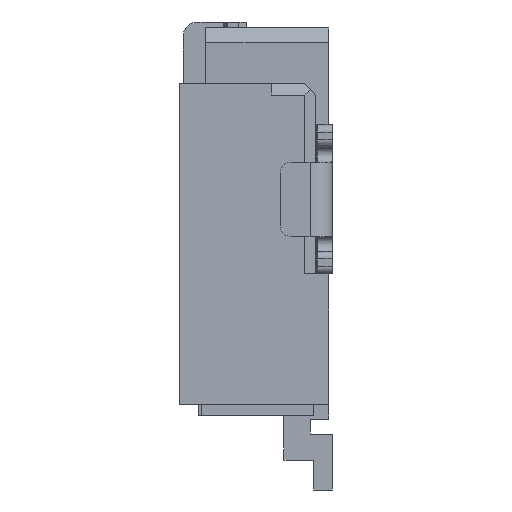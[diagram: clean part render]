
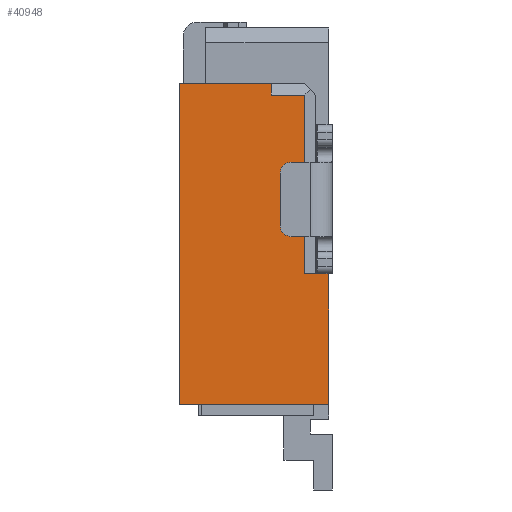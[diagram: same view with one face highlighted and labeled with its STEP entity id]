
A CAD part, left-side view. The second image highlights one B-rep face of the part: STEP entity #40948.
In plain terms, the highlighted planar face has unit normal (-1, 0, 0).
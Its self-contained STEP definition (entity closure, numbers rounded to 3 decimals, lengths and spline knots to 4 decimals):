
#4=DIRECTION('',(0.,-1.,0.));
#5=VECTOR('',#4,0.15);
#6=CARTESIAN_POINT('',(-15.9,-0.552,-3.38));
#7=LINE('',#6,#5);
#12=DIRECTION('',(0.,0.,-1.));
#13=VECTOR('',#12,1.75);
#14=CARTESIAN_POINT('',(-15.9,-0.702,-3.38));
#15=LINE('',#14,#13);
#19=DIRECTION('',(0.,1.,0.));
#20=VECTOR('',#19,2.);
#21=CARTESIAN_POINT('',(-15.9,-0.702,-5.13));
#22=LINE('',#21,#20);
#26=DIRECTION('',(0.,0.,1.));
#27=VECTOR('',#26,4.3);
#28=CARTESIAN_POINT('',(-15.9,1.298,-5.13));
#29=LINE('',#28,#27);
#33=DIRECTION('',(0.,-1.,0.));
#34=VECTOR('',#33,1.23);
#35=CARTESIAN_POINT('',(-15.9,1.298,-0.83));
#36=LINE('',#35,#34);
#40=DIRECTION('',(0.,0.,1.));
#41=VECTOR('',#40,0.15);
#42=CARTESIAN_POINT('',(-15.9,0.068,-0.98));
#43=LINE('',#42,#41);
#47=DIRECTION('',(0.,1.,0.));
#48=VECTOR('',#47,0.45);
#49=CARTESIAN_POINT('',(-15.9,-0.382,-0.98));
#50=LINE('',#49,#48);
#54=DIRECTION('',(0.,0.,1.));
#55=VECTOR('',#54,2.4);
#56=CARTESIAN_POINT('',(-15.9,-0.382,-3.38));
#57=LINE('',#56,#55);
#61=DIRECTION('',(0.,-1.,0.));
#62=VECTOR('',#61,0.17);
#63=CARTESIAN_POINT('',(-15.9,-0.382,-3.38));
#64=LINE('',#63,#62);
#34509=CARTESIAN_POINT('',(-15.9,-0.702,-5.13));
#34510=CARTESIAN_POINT('',(-15.9,1.298,-5.13));
#34511=VERTEX_POINT('',#34509);
#34512=VERTEX_POINT('',#34510);
#34513=CARTESIAN_POINT('',(-15.9,1.298,-0.83));
#34514=VERTEX_POINT('',#34513);
#34609=CARTESIAN_POINT('',(-15.9,-0.382,-3.38));
#34610=VERTEX_POINT('',#34609);
#34681=CARTESIAN_POINT('',(-15.9,0.068,-0.98));
#34682=CARTESIAN_POINT('',(-15.9,0.068,-0.83));
#34683=VERTEX_POINT('',#34681);
#34684=VERTEX_POINT('',#34682);
#34685=CARTESIAN_POINT('',(-15.9,-0.382,-0.98));
#34686=VERTEX_POINT('',#34685);
#34755=CARTESIAN_POINT('',(-15.9,-0.552,-3.38));
#34756=CARTESIAN_POINT('',(-15.9,-0.702,-3.38));
#34757=VERTEX_POINT('',#34755);
#34758=VERTEX_POINT('',#34756);
#40923=CARTESIAN_POINT('',(-15.9,0.,0.));
#40924=DIRECTION('',(1.,0.,0.));
#40925=DIRECTION('',(0.,0.,-1.));
#40926=AXIS2_PLACEMENT_3D('',#40923,#40924,#40925);
#40927=PLANE('',#40926);
#40929=ORIENTED_EDGE('',*,*,#40928,.T.);
#40931=ORIENTED_EDGE('',*,*,#40930,.T.);
#40933=ORIENTED_EDGE('',*,*,#40932,.T.);
#40935=ORIENTED_EDGE('',*,*,#40934,.T.);
#40937=ORIENTED_EDGE('',*,*,#40936,.T.);
#40939=ORIENTED_EDGE('',*,*,#40938,.F.);
#40941=ORIENTED_EDGE('',*,*,#40940,.F.);
#40943=ORIENTED_EDGE('',*,*,#40942,.F.);
#40945=ORIENTED_EDGE('',*,*,#40944,.T.);
#40946=EDGE_LOOP('',(#40929,#40931,#40933,#40935,#40937,#40939,#40941,#40943,
#40945));
#40947=FACE_OUTER_BOUND('',#40946,.F.);
#40928=EDGE_CURVE('',#34757,#34758,#7,.T.);
#40930=EDGE_CURVE('',#34758,#34511,#15,.T.);
#40932=EDGE_CURVE('',#34511,#34512,#22,.T.);
#40934=EDGE_CURVE('',#34512,#34514,#29,.T.);
#40936=EDGE_CURVE('',#34514,#34684,#36,.T.);
#40938=EDGE_CURVE('',#34683,#34684,#43,.T.);
#40940=EDGE_CURVE('',#34686,#34683,#50,.T.);
#40942=EDGE_CURVE('',#34610,#34686,#57,.T.);
#40944=EDGE_CURVE('',#34610,#34757,#64,.T.);
#40948=ADVANCED_FACE('',(#40947),#40927,.F.);
